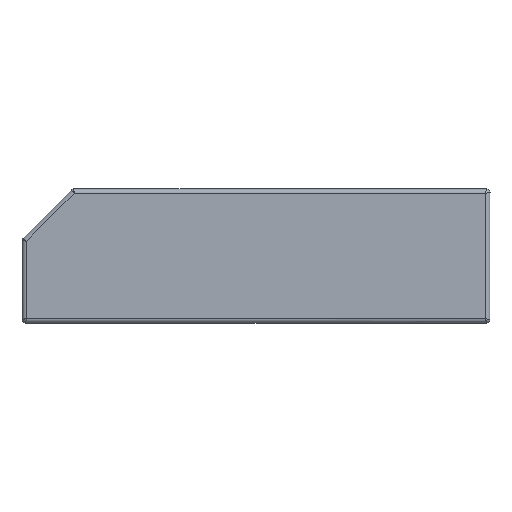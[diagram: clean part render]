
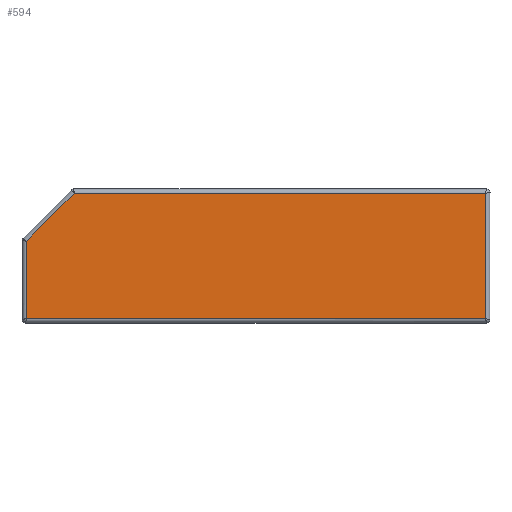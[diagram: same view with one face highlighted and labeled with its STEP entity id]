
A CAD part, top view. The second image highlights one B-rep face of the part: STEP entity #594.
In plain terms, the highlighted planar face has unit normal (0, 0, 1).
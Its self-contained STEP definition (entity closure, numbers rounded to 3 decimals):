
#112=FACE_OUTER_BOUND('',#158,.T.);
#158=EDGE_LOOP('',(#465,#466,#467,#468,#469));
#200=LINE('',#8130,#229);
#201=LINE('',#8132,#230);
#202=LINE('',#8134,#231);
#203=LINE('',#8136,#232);
#204=LINE('',#8137,#233);
#229=VECTOR('',#749,1000.);
#230=VECTOR('',#750,1000.);
#231=VECTOR('',#751,1000.);
#232=VECTOR('',#752,1000.);
#233=VECTOR('',#753,1000.);
#287=VERTEX_POINT('',#8128);
#288=VERTEX_POINT('',#8129);
#289=VERTEX_POINT('',#8131);
#290=VERTEX_POINT('',#8133);
#291=VERTEX_POINT('',#8135);
#358=EDGE_CURVE('',#287,#288,#200,.T.);
#359=EDGE_CURVE('',#288,#289,#201,.T.);
#360=EDGE_CURVE('',#289,#290,#202,.T.);
#361=EDGE_CURVE('',#290,#291,#203,.T.);
#362=EDGE_CURVE('',#291,#287,#204,.T.);
#465=ORIENTED_EDGE('',*,*,#358,.T.);
#466=ORIENTED_EDGE('',*,*,#359,.T.);
#467=ORIENTED_EDGE('',*,*,#360,.T.);
#468=ORIENTED_EDGE('',*,*,#361,.T.);
#469=ORIENTED_EDGE('',*,*,#362,.T.);
#573=PLANE('',#656);
#594=ADVANCED_FACE('',(#112),#573,.T.);
#656=AXIS2_PLACEMENT_3D('',#8127,#747,#748);
#747=DIRECTION('center_axis',(0.,0.,1.));
#748=DIRECTION('ref_axis',(1.,0.,0.));
#749=DIRECTION('',(1.,0.,0.));
#750=DIRECTION('',(0.,1.,0.));
#751=DIRECTION('',(-1.,0.,0.));
#752=DIRECTION('',(-0.707,-0.707,0.));
#753=DIRECTION('',(0.,-1.,0.));
#8127=CARTESIAN_POINT('Origin',(-658.52,-139.29,95.127));
#8128=CARTESIAN_POINT('',(-656.996,-137.766,95.127));
#8129=CARTESIAN_POINT('',(429.956,-137.766,95.127));
#8130=CARTESIAN_POINT('',(-658.52,-137.766,95.127));
#8131=CARTESIAN_POINT('',(429.956,159.186,95.127));
#8132=CARTESIAN_POINT('',(429.956,-139.29,95.127));
#8133=CARTESIAN_POINT('',(-543.746,159.186,95.127));
#8134=CARTESIAN_POINT('',(-658.52,159.186,95.127));
#8135=CARTESIAN_POINT('',(-656.996,45.936,95.127));
#8136=CARTESIAN_POINT('',(-750.371,-47.439,95.127));
#8137=CARTESIAN_POINT('',(-656.996,-139.29,95.127));
